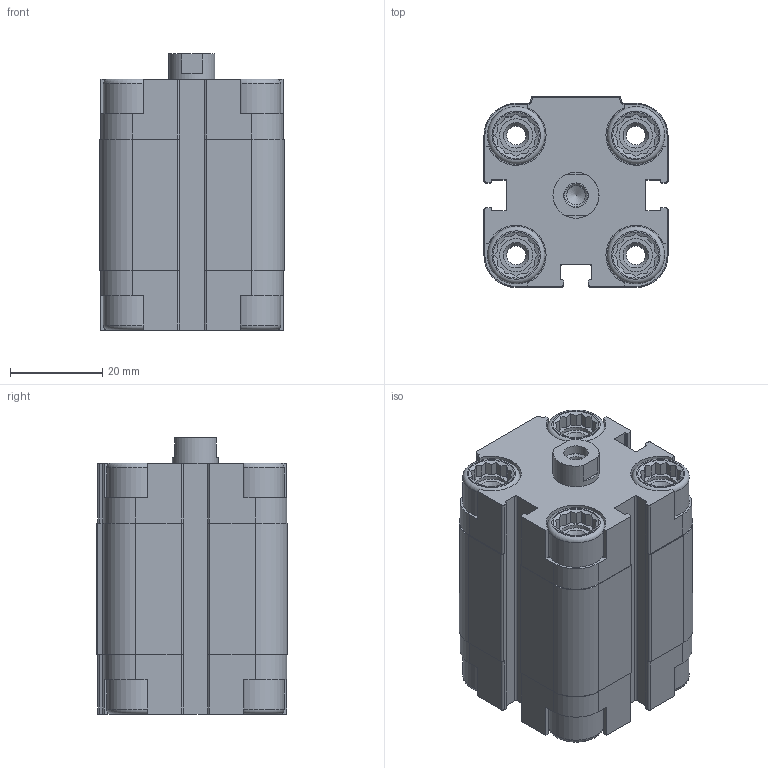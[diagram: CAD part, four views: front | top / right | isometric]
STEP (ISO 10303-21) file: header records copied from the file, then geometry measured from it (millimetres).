
FILE_DESCRIPTION(/* description */ ('STEP AP214'),/* implementation_level */ '2;1');
FILE_NAME(/* name */ '156947_AEVU-25-15-P-A',/* time_stamp */ '2024-08-02T20:24:35+02:00',/* author */ ('License CC BY-ND 4.0'),/* organization */ ('CADENAS'),/* preprocessor_version */ 'ST-DEVELOPER v19.3',/* originating_system */ 'PARTsolutions',/* authorisation */ ' ');
FILE_SCHEMA (('AUTOMOTIVE_DESIGN {1 0 10303 214 3 1 1}'));
Length unit declared in the file: millimetre
Products named in the file (4): 156947 AEVU-25-15-P-A---(0); 156947 AEVU-25-15-P-A---(0_ZR); 156947 AEVU-25-15-P-A---(KS); 340115 M5-ADVU
Assembly tree (3 placements, depth 2):
  156947 AEVU-25-15-P-A---(0)
    156947 AEVU-25-15-P-A---(0_ZR)
    156947 AEVU-25-15-P-A---(KS)
    340115 M5-ADVU
Bounding box: 40 x 41.5 x 60 mm (x, y, z)
Volume: 66279.3 mm3; surface area: 26337.5 mm2
Topology: 3 solids, 3 shells, 523 faces, 1388 edges, 910 vertices
Faces by surface type: plane 359, cylinder 132, cone 24, torus 8
Full cylindrical faces by diameter (mm): 2.5 x1, 3.95 x1, 4.134 x11, 5 x1, 5.3 x1, 6 x1, 7.2 x8, 8.1 x4, 10 x2, 12.5 x8, 25 x2
Entity records: 15937 total; most frequent: CARTESIAN_POINT 3302, ORIENTED_EDGE 2602, DIRECTION 2458, EDGE_CURVE 1301, VERTEX_POINT 898, AXIS2_PLACEMENT_3D 822, LINE 814, VECTOR 814
